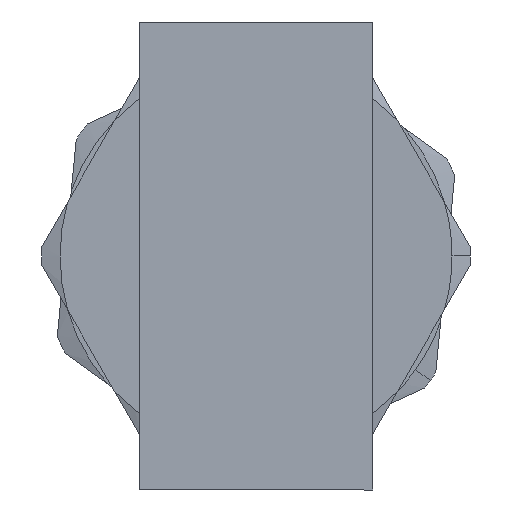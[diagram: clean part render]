
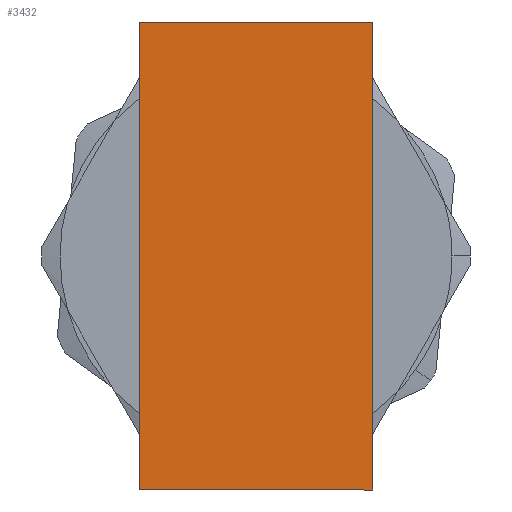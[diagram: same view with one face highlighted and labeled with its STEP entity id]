
A CAD part, front view. The second image highlights one B-rep face of the part: STEP entity #3432.
In plain terms, the highlighted planar face has unit normal (0, -1, 0).
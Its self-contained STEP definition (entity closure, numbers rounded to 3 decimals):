
#41 = VECTOR ( 'NONE', #279, 1000. ) ;
#150 = DIRECTION ( 'NONE',  ( 1., 0., 0. ) ) ;
#279 = DIRECTION ( 'NONE',  ( 0., 0., 1. ) ) ;
#439 = ORIENTED_EDGE ( 'NONE', *, *, #4023, .F. ) ;
#526 = DIRECTION ( 'NONE',  ( 0., -1., 0. ) ) ;
#677 = VERTEX_POINT ( 'NONE', #3447 ) ;
#771 = VECTOR ( 'NONE', #150, 1000. ) ;
#814 = EDGE_CURVE ( 'NONE', #2323, #3390, #4291, .T. ) ;
#962 = LINE ( 'NONE', #3678, #41 ) ;
#1117 = CARTESIAN_POINT ( 'NONE',  ( 28.85, 2.766, 4.738 ) ) ;
#1273 = ORIENTED_EDGE ( 'NONE', *, *, #814, .F. ) ;
#1342 = ORIENTED_EDGE ( 'NONE', *, *, #1675, .F. ) ;
#1560 = ORIENTED_EDGE ( 'NONE', *, *, #2717, .F. ) ;
#1608 = VECTOR ( 'NONE', #1620, 1000. ) ;
#1620 = DIRECTION ( 'NONE',  ( 0., 0., -1. ) ) ;
#1675 = EDGE_CURVE ( 'NONE', #677, #2323, #962, .T. ) ;
#1942 = DIRECTION ( 'NONE',  ( 0., 0., 1. ) ) ;
#1956 = EDGE_LOOP ( 'NONE', ( #1273, #1342, #1560, #439 ) ) ;
#2043 = AXIS2_PLACEMENT_3D ( 'NONE', #3638, #526, #1942 ) ;
#2148 = LINE ( 'NONE', #2195, #3047 ) ;
#2195 = CARTESIAN_POINT ( 'NONE',  ( 28.85, 2.766, 4.738 ) ) ;
#2323 = VERTEX_POINT ( 'NONE', #3085 ) ;
#2717 = EDGE_CURVE ( 'NONE', #3223, #677, #2148, .T. ) ;
#2859 = CARTESIAN_POINT ( 'NONE',  ( 28.85, 2.766, 36.738 ) ) ;
#3047 = VECTOR ( 'NONE', #4234, 1000. ) ;
#3085 = CARTESIAN_POINT ( 'NONE',  ( 12.85, 2.766, 36.738 ) ) ;
#3223 = VERTEX_POINT ( 'NONE', #1117 ) ;
#3308 = CARTESIAN_POINT ( 'NONE',  ( 28.85, 2.766, 36.738 ) ) ;
#3390 = VERTEX_POINT ( 'NONE', #4260 ) ;
#3432 = ADVANCED_FACE ( 'NONE', ( #3875 ), #3977, .T. ) ;
#3447 = CARTESIAN_POINT ( 'NONE',  ( 12.85, 2.766, 4.738 ) ) ;
#3638 = CARTESIAN_POINT ( 'NONE',  ( 12.85, 2.766, 36.738 ) ) ;
#3678 = CARTESIAN_POINT ( 'NONE',  ( 12.85, 2.766, 36.738 ) ) ;
#3875 = FACE_OUTER_BOUND ( 'NONE', #1956, .T. ) ;
#3977 = PLANE ( 'NONE',  #2043 ) ;
#4023 = EDGE_CURVE ( 'NONE', #3390, #3223, #4317, .T. ) ;
#4234 = DIRECTION ( 'NONE',  ( -1., 0., 0. ) ) ;
#4260 = CARTESIAN_POINT ( 'NONE',  ( 28.85, 2.766, 36.738 ) ) ;
#4291 = LINE ( 'NONE', #2859, #771 ) ;
#4317 = LINE ( 'NONE', #3308, #1608 ) ;
